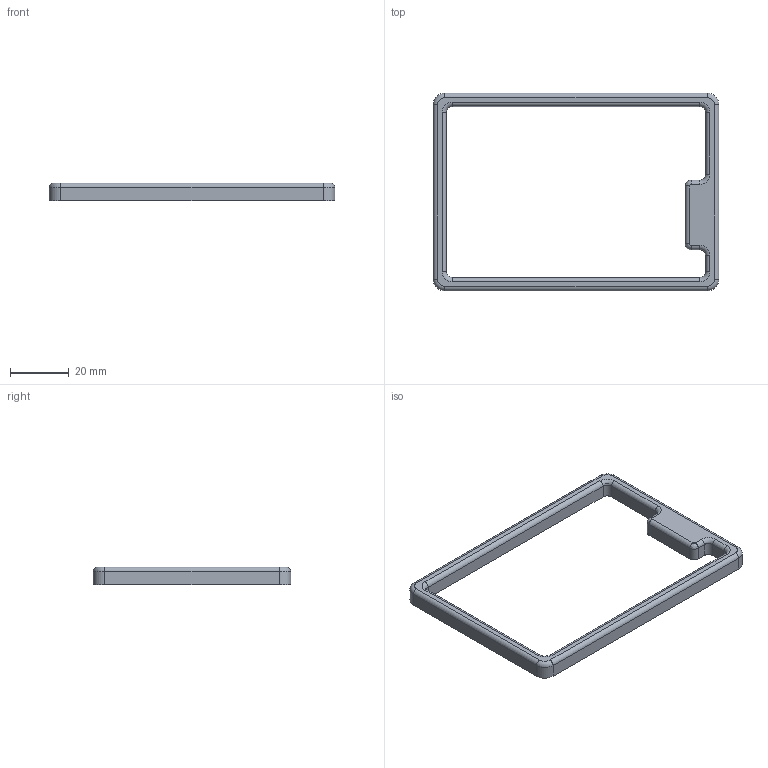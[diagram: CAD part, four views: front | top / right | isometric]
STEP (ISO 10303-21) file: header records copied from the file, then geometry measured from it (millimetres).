
FILE_DESCRIPTION(/* description */ (''),/* implementation_level */ '2;1');
FILE_NAME(/* name */ 'Artpad rim.step',/* time_stamp */ '2024-10-24T12:44:12+09:00',/* author */ (''),/* organization */ (''),/* preprocessor_version */ 'ST-DEVELOPER v20',/* originating_system */ 'Autodesk Translation Framework v13.20.0.188',/* authorisation */ '');
FILE_SCHEMA (('AUTOMOTIVE_DESIGN { 1 0 10303 214 3 1 1 }'));
Length unit declared in the file: millimetre
Products named in the file (2): Artpad; Component1
Assembly tree (1 placements, depth 2):
  Artpad
    Component1
Bounding box: 97.59 x 67.47 x 6 mm (x, y, z)
Volume: 8698.3 mm3; surface area: 6792 mm2
Topology: 1 solids, 1 shells, 62 faces, 144 edges, 88 vertices
Faces by surface type: cylinder 28, plane 22, torus 10, bspline 2
Full cylindrical faces by diameter (mm): 4.7 x4
Entity records: 1920 total; most frequent: DIRECTION 338, CARTESIAN_POINT 313, ORIENTED_EDGE 288, EDGE_CURVE 144, AXIS2_PLACEMENT_3D 131, VERTEX_POINT 88, LINE 76, VECTOR 76
